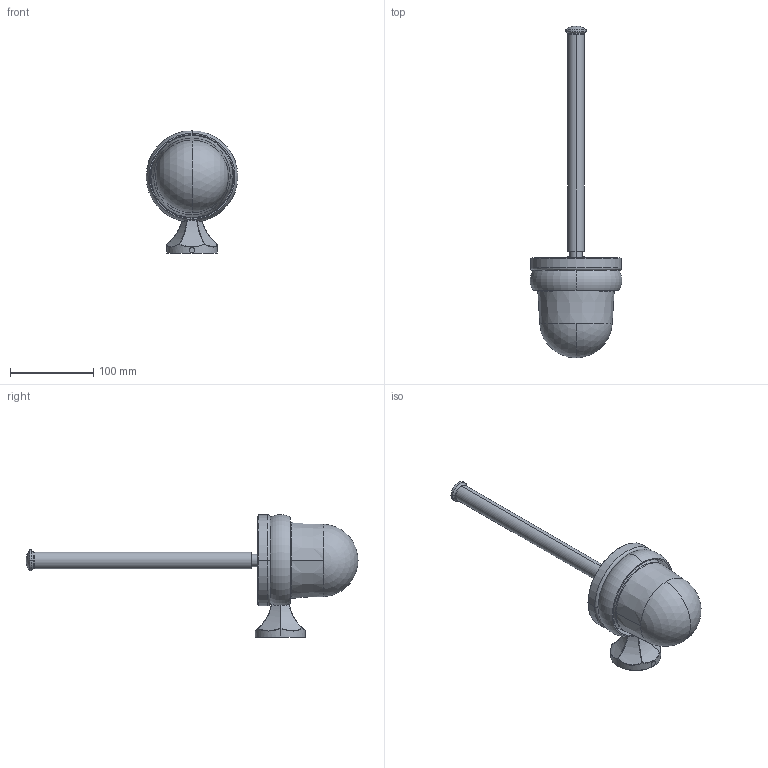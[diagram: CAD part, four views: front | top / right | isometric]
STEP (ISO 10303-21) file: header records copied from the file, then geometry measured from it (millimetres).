
FILE_DESCRIPTION (( 'STEP AP203' ), '1' );
FILE_NAME ('83900361-00.STEP', '2018-07-04T06:01:26', ( '' ), ( '' ), 'SwSTEP 2.0', 'SolidWorks 2017', '' );
FILE_SCHEMA (( 'CONFIG_CONTROL_DESIGN' ));
Length unit declared in the file: millimetre
Products named in the file (7): Planungsmodell_Halter-+-08.17.20.510-01_K1; Planungsmodell_Ring-+-08.17.20.604.94-01_ _K2_110x24x100; Topf-+-08.90.04.000.82_ _PDB_08900400082; Planungsmodell_Buerste-+-83.905.930-01_ _K1; Planungsmodell_Rohr-+-10.060.780-02_ _K39_20x260_15x16; 83900361-00; Planungsmodell_Stopfen-+-08.31.20.503.94-01_ _K1
Assembly tree (6 placements, depth 2):
  83900361-00
    Planungsmodell_Halter-+-08.17.20.510-01_K1
    Planungsmodell_Ring-+-08.17.20.604.94-01_ _K2_110x24x100
    Topf-+-08.90.04.000.82_ _PDB_08900400082
    Planungsmodell_Buerste-+-83.905.930-01_ _K1
    Planungsmodell_Rohr-+-10.060.780-02_ _K39_20x260_15x16
    Planungsmodell_Stopfen-+-08.31.20.503.94-01_ _K1
Bounding box: 109.85 x 397.9 x 147.25 mm (x, y, z)
Volume: 717590.3 mm3; surface area: 142962.2 mm2
Topology: 6 solids, 6 shells, 133 faces, 278 edges, 162 vertices
Faces by surface type: cylinder 30, torus 29, bspline 29, plane 17, sphere 14, cone 14
Entity records: 5654 total; most frequent: CARTESIAN_POINT 2242, DIRECTION 588, ORIENTED_EDGE 548, EDGE_CURVE 274, AXIS2_PLACEMENT_3D 271, VERTEX_POINT 162, CIRCLE 158, EDGE_LOOP 144
